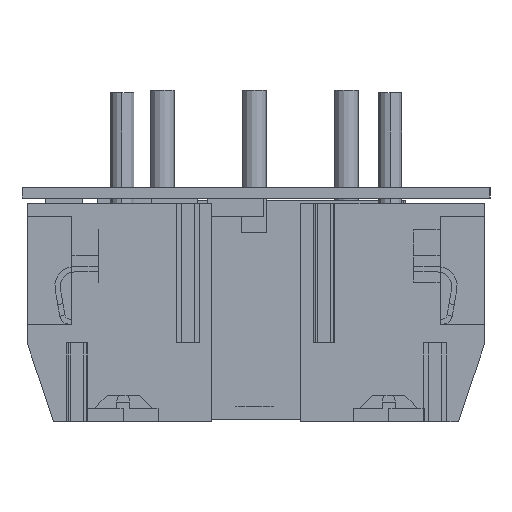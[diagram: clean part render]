
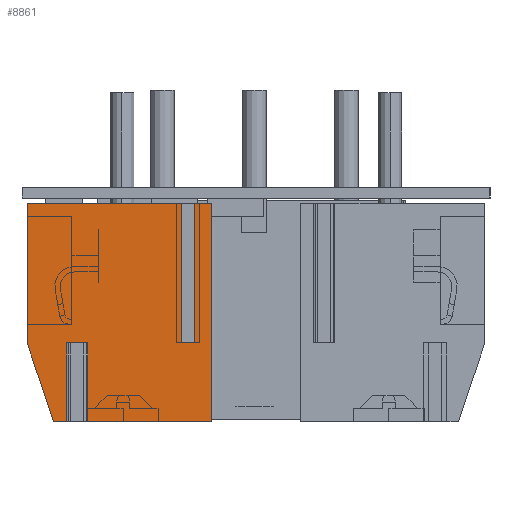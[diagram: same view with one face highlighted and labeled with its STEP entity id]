
A CAD part, left-side view. The second image highlights one B-rep face of the part: STEP entity #8861.
In plain terms, the highlighted planar face has unit normal (-1, 0, 0).
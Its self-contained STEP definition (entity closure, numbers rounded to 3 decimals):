
#8861 = ADVANCED_FACE('',(#8862),#8968,.F.);
#8862 = FACE_BOUND('',#8863,.F.);
#8863 = EDGE_LOOP('',(#8864,#8874,#8882,#8890,#8898,#8906,#8914,#8922,
    #8930,#8938,#8946,#8954,#8962));
#8864 = ORIENTED_EDGE('',*,*,#8865,.T.);
#8865 = EDGE_CURVE('',#8866,#8868,#8870,.T.);
#8866 = VERTEX_POINT('',#8867);
#8867 = CARTESIAN_POINT('',(-3.5,3.3,-5.844));
#8868 = VERTEX_POINT('',#8869);
#8869 = CARTESIAN_POINT('',(-3.5,3.3,-6.354));
#8870 = LINE('',#8871,#8872);
#8871 = CARTESIAN_POINT('',(-3.5,3.3,-5.844));
#8872 = VECTOR('',#8873,1.);
#8873 = DIRECTION('',(0.,0.,-1.));
#8874 = ORIENTED_EDGE('',*,*,#8875,.F.);
#8875 = EDGE_CURVE('',#8876,#8868,#8878,.T.);
#8876 = VERTEX_POINT('',#8877);
#8877 = CARTESIAN_POINT('',(-3.5,-2.,-6.354));
#8878 = LINE('',#8879,#8880);
#8879 = CARTESIAN_POINT('',(-3.5,-2.,-6.354));
#8880 = VECTOR('',#8881,1.);
#8881 = DIRECTION('',(0.,1.,0.));
#8882 = ORIENTED_EDGE('',*,*,#8883,.T.);
#8883 = EDGE_CURVE('',#8876,#8884,#8886,.T.);
#8884 = VERTEX_POINT('',#8885);
#8885 = CARTESIAN_POINT('',(-3.5,-2.,-7.));
#8886 = LINE('',#8887,#8888);
#8887 = CARTESIAN_POINT('',(-3.5,-2.,-6.354));
#8888 = VECTOR('',#8889,1.);
#8889 = DIRECTION('',(0.,0.,-1.));
#8890 = ORIENTED_EDGE('',*,*,#8891,.T.);
#8891 = EDGE_CURVE('',#8884,#8892,#8894,.T.);
#8892 = VERTEX_POINT('',#8893);
#8893 = CARTESIAN_POINT('',(-3.5,6.3,-7.));
#8894 = LINE('',#8895,#8896);
#8895 = CARTESIAN_POINT('',(-3.5,-2.,-7.));
#8896 = VECTOR('',#8897,1.);
#8897 = DIRECTION('',(0.,1.,0.));
#8898 = ORIENTED_EDGE('',*,*,#8899,.T.);
#8899 = EDGE_CURVE('',#8892,#8900,#8902,.T.);
#8900 = VERTEX_POINT('',#8901);
#8901 = CARTESIAN_POINT('',(-3.5,6.3,-2.149));
#8902 = LINE('',#8903,#8904);
#8903 = CARTESIAN_POINT('',(-3.5,6.3,-7.));
#8904 = VECTOR('',#8905,1.);
#8905 = DIRECTION('',(0.,0.,1.));
#8906 = ORIENTED_EDGE('',*,*,#8907,.T.);
#8907 = EDGE_CURVE('',#8900,#8908,#8910,.T.);
#8908 = VERTEX_POINT('',#8909);
#8909 = CARTESIAN_POINT('',(-3.5,3.3,-2.149));
#8910 = LINE('',#8911,#8912);
#8911 = CARTESIAN_POINT('',(-3.5,6.3,-2.149));
#8912 = VECTOR('',#8913,1.);
#8913 = DIRECTION('',(0.,-1.,0.));
#8914 = ORIENTED_EDGE('',*,*,#8915,.F.);
#8915 = EDGE_CURVE('',#8916,#8908,#8918,.T.);
#8916 = VERTEX_POINT('',#8917);
#8917 = CARTESIAN_POINT('',(-3.5,3.3,-1.649));
#8918 = LINE('',#8919,#8920);
#8919 = CARTESIAN_POINT('',(-3.5,3.3,-1.649));
#8920 = VECTOR('',#8921,1.);
#8921 = DIRECTION('',(0.,0.,-1.));
#8922 = ORIENTED_EDGE('',*,*,#8923,.F.);
#8923 = EDGE_CURVE('',#8924,#8916,#8926,.T.);
#8924 = VERTEX_POINT('',#8925);
#8925 = CARTESIAN_POINT('',(-3.5,6.3,-1.649));
#8926 = LINE('',#8927,#8928);
#8927 = CARTESIAN_POINT('',(-3.5,6.3,-1.649));
#8928 = VECTOR('',#8929,1.);
#8929 = DIRECTION('',(0.,-1.,0.));
#8930 = ORIENTED_EDGE('',*,*,#8931,.T.);
#8931 = EDGE_CURVE('',#8924,#8932,#8934,.T.);
#8932 = VERTEX_POINT('',#8933);
#8933 = CARTESIAN_POINT('',(-3.5,6.3,-1.));
#8934 = LINE('',#8935,#8936);
#8935 = CARTESIAN_POINT('',(-3.5,6.3,-1.649));
#8936 = VECTOR('',#8937,1.);
#8937 = DIRECTION('',(0.,0.,1.));
#8938 = ORIENTED_EDGE('',*,*,#8939,.T.);
#8939 = EDGE_CURVE('',#8932,#8940,#8942,.T.);
#8940 = VERTEX_POINT('',#8941);
#8941 = CARTESIAN_POINT('',(-3.5,3.3,0.));
#8942 = LINE('',#8943,#8944);
#8943 = CARTESIAN_POINT('',(-3.5,6.3,-1.));
#8944 = VECTOR('',#8945,1.);
#8945 = DIRECTION('',(0.,-0.949,0.316));
#8946 = ORIENTED_EDGE('',*,*,#8947,.T.);
#8947 = EDGE_CURVE('',#8940,#8948,#8950,.T.);
#8948 = VERTEX_POINT('',#8949);
#8949 = CARTESIAN_POINT('',(-3.5,-2.,0.));
#8950 = LINE('',#8951,#8952);
#8951 = CARTESIAN_POINT('',(-3.5,3.3,0.));
#8952 = VECTOR('',#8953,1.);
#8953 = DIRECTION('',(0.,-1.,0.));
#8954 = ORIENTED_EDGE('',*,*,#8955,.T.);
#8955 = EDGE_CURVE('',#8948,#8956,#8958,.T.);
#8956 = VERTEX_POINT('',#8957);
#8957 = CARTESIAN_POINT('',(-3.5,-2.,-5.844));
#8958 = LINE('',#8959,#8960);
#8959 = CARTESIAN_POINT('',(-3.5,-2.,0.));
#8960 = VECTOR('',#8961,1.);
#8961 = DIRECTION('',(0.,0.,-1.));
#8962 = ORIENTED_EDGE('',*,*,#8963,.T.);
#8963 = EDGE_CURVE('',#8956,#8866,#8964,.T.);
#8964 = LINE('',#8965,#8966);
#8965 = CARTESIAN_POINT('',(-3.5,-2.,-5.844));
#8966 = VECTOR('',#8967,1.);
#8967 = DIRECTION('',(0.,1.,0.));
#8968 = PLANE('',#8969);
#8969 = AXIS2_PLACEMENT_3D('',#8970,#8971,#8972);
#8970 = CARTESIAN_POINT('',(-3.5,0.,0.));
#8971 = DIRECTION('',(1.,0.,0.));
#8972 = DIRECTION('',(0.,0.,-1.));
